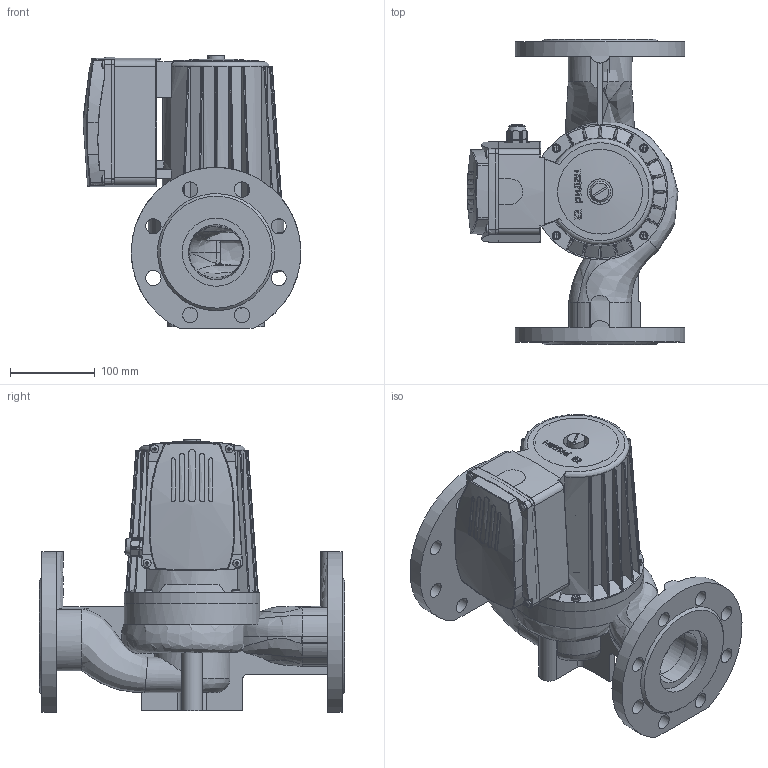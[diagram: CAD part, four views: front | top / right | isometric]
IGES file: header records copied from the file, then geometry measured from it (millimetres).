
Global section: file name: 015P1028 (RWS 80-120FT); native system: AutoCAD 2021 — Русский (Russian),62HAutod; preprocessor: esk Translation Framework DWG producer (atf_dwg_producer); organization: unknown; date: 20230402.160010; units: millimetre
Bounding box: 256.8 x 360 x 322 mm (x, y, z)
Volume: 2687919.7 mm3; surface area: 827726.5 mm2
Topology: 23 solids, 25 shells, 1482 faces, 4152 edges, 2774 vertices
Faces by surface type: bspline 1445, offset 35, revolution 2
